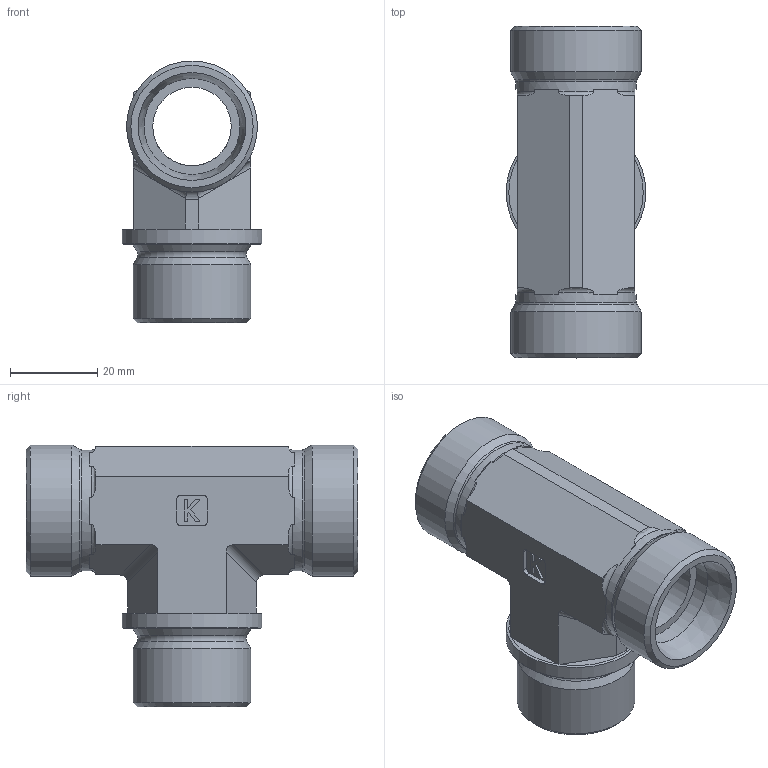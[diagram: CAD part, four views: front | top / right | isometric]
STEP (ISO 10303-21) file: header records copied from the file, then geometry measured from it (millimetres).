
FILE_DESCRIPTION((''),'2;1');
FILE_NAME('261222730.stp','2014-10-31T14:30:54',(''),('KNOMI spol. s r. o.'),'Autodesk Inventor 2012','Autodesk Inventor 2012','');
FILE_SCHEMA(('AUTOMOTIVE_DESIGN { 1 2 10303 214 0 1 1 1 }'));
Length unit declared in the file: millimetre
Products named in the file (1): THM2 22LM M27/M30
Bounding box: 32 x 76 x 60 mm (x, y, z)
Volume: 37285.7 mm3; surface area: 17303.6 mm2
Topology: 1 solids, 1 shells, 112 faces, 309 edges, 203 vertices
Faces by surface type: plane 65, cylinder 20, torus 16, cone 11
Full cylindrical faces by diameter (mm): 18 x2, 22 x2, 27 x1, 27.7 x2, 30 x2, 32 x1
Entity records: 3572 total; most frequent: CARTESIAN_POINT 851, DIRECTION 552, ORIENTED_EDGE 542, EDGE_CURVE 271, AXIS2_PLACEMENT_3D 204, VERTEX_POINT 191, EDGE_LOOP 146, VECTOR 144
